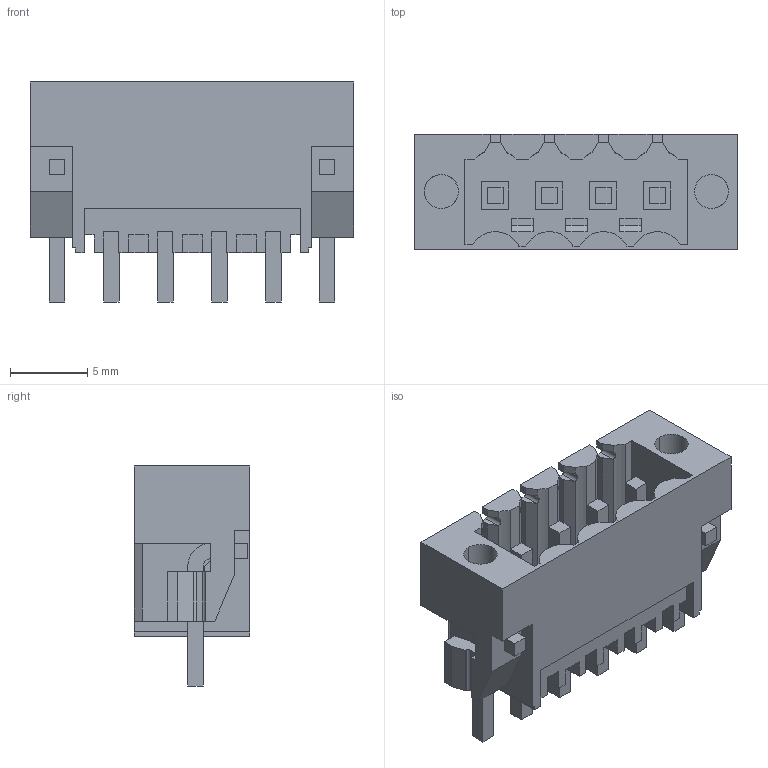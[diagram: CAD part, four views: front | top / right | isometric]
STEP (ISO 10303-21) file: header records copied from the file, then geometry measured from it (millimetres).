
FILE_DESCRIPTION(('CATIA V5 STEP Exchange','CAx-IF Rec.Pracs.--- Model Styling and Organization---1.2---2011-12-15'),'2;1');
FILE_NAME ('D1457271_0_1842560000_1842560000.stp','2018-03-20T12:00:30+00:00',('none'),('Weidmueller'),'CATIA Version 5-6 Release 2014','CATIA V5 STEP AP214','none');
FILE_SCHEMA(('AUTOMOTIVE_DESIGN { 1 0 10303 214 1 1 1 1 }'));
Length unit declared in the file: millimetre
Products named in the file (1): 1842560000
Bounding box: 20.95 x 7.45 x 14.25 mm (x, y, z)
Volume: 810.5 mm3; surface area: 1967.1 mm2
Topology: 7 solids, 7 shells, 411 faces, 1191 edges, 803 vertices
Faces by surface type: plane 371, cylinder 40
Entity records: 13243 total; most frequent: CARTESIAN_POINT 2444, ORIENTED_EDGE 2382, DIRECTION 1768, EDGE_CURVE 1191, VECTOR 1095, LINE 1095, VERTEX_POINT 803, EDGE_LOOP 432
